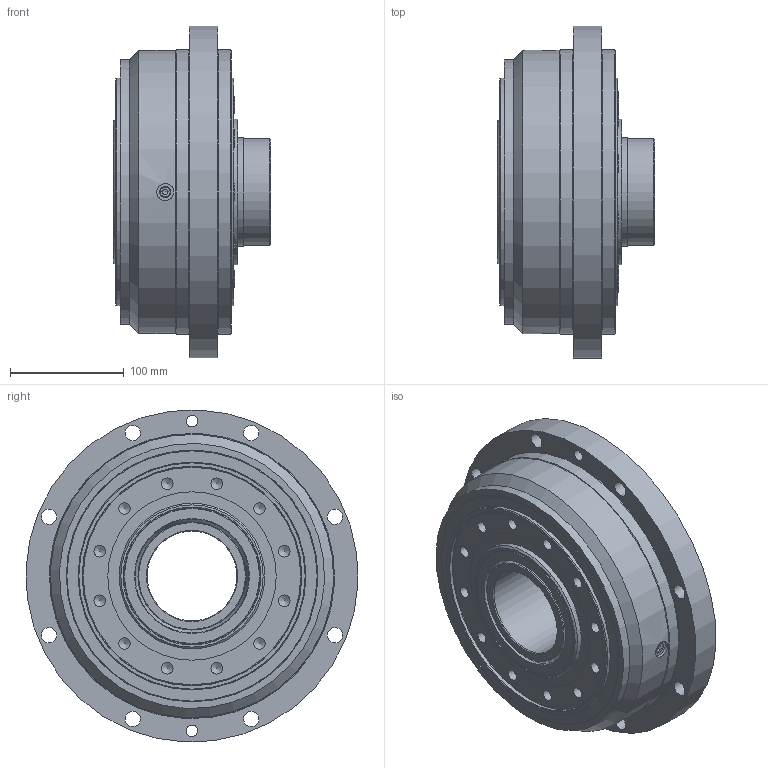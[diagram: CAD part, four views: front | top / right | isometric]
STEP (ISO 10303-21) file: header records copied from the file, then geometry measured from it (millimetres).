
FILE_DESCRIPTION(/* description */ (''),/* implementation_level */ '2;1');
FILE_NAME(/* name */ 'F4CF-C45_STD.stp',/* time_stamp */ '2017-12-06T16:03:00+09:00',/* author */ ('Ikk_Taniyama'),/* organization */ (''),/* preprocessor_version */ 'ST-DEVELOPER v15.6',/* originating_system */ 'Autodesk Inventor 2015',/* authorisation */ '');
FILE_SCHEMA (('AUTOMOTIVE_DESIGN { 1 0 10303 214 3 1 1 }'));
Length unit declared in the file: millimetre
Products named in the file (1): F4CF-C45_STD
Bounding box: 138 x 291.72 x 291.72 mm (x, y, z)
Surface area: 563286.1 mm2 (no closed solid volume)
Topology: 0 solids, 4 shells, 424 faces, 890 edges, 567 vertices
Faces by surface type: plane 185, cylinder 132, cone 72, torus 35
Full cylindrical faces by diameter (mm): 3.242 x6, 8.566 x2, 10 x10, 10.106 x14, 11 x10, 13.5 x8, 15 x2, 16 x10, 17.5 x10, 20 x10, 79 x1, 94 x1, 95 x4, 101 x2, 106.82 x1, 116 x2, 120 x4, 128 x2, 130 x2, 131 x2, 136 x1, 148 x1, 186.419 x2, 192 x1, 196 x2, 200 x6, 205.04 x2, 210.5 x1, 216.8 x2, 220 x2
Entity records: 10003 total; most frequent: CARTESIAN_POINT 1745, DIRECTION 1698, ORIENTED_EDGE 1160, EDGE_LOOP 784, AXIS2_PLACEMENT_3D 765, EDGE_CURVE 574, VERTEX_POINT 490, STYLED_ITEM 425
